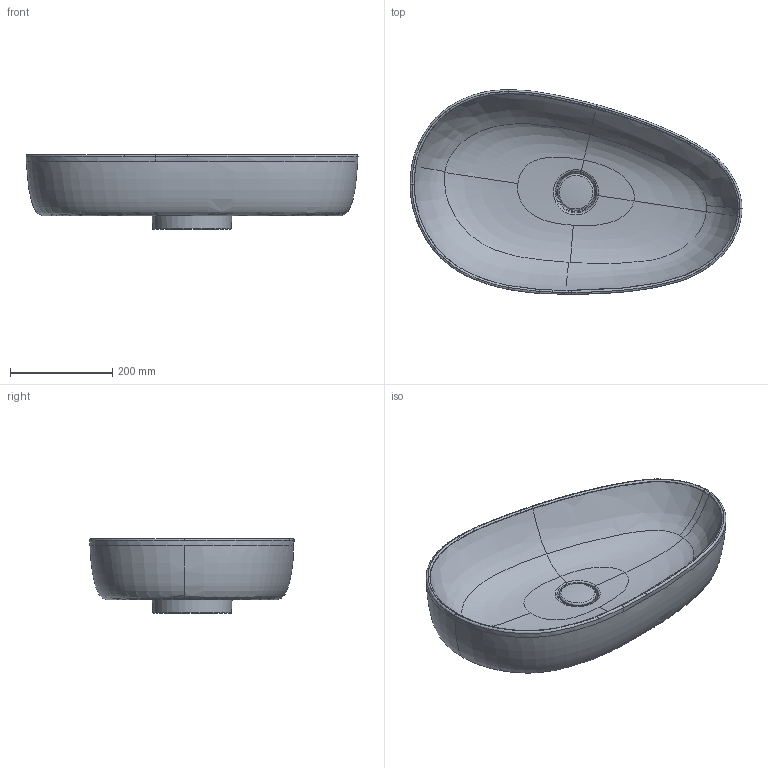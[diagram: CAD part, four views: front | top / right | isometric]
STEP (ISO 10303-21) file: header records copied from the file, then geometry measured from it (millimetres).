
FILE_DESCRIPTION(/* description */ (''),/* implementation_level */ '2;1');
FILE_NAME(/* name */ 'E00031703_000_3-01_MASM_W4A7465_Antao_AWT_65_RP.stp',/* time_stamp */ '2023-07-18T10:10:58+02:00',/* author */ (''),/* organization */ (''),/* preprocessor_version */ 'ST-DEVELOPER v18.1',/* originating_system */ 'SIEMENS PLM Software NX 1973',/* authorisation */ '');
FILE_SCHEMA (('AUTOMOTIVE_DESIGN { 1 0 10303 214 3 1 1 1 }'));
Length unit declared in the file: millimetre
Products named in the file (1): colo0EF80D04zec6
Bounding box: 649.81 x 400.49 x 146.41 mm (x, y, z)
Volume: 9198517.1 mm3; surface area: 661782.1 mm2
Topology: 1 solids, 2 shells, 84 faces, 1784 edges, 3268 vertices
Faces by surface type: bspline 62, revolution 7, plane 6, torus 5, cone 4
Entity records: 29070 total; most frequent: CARTESIAN_POINT 14993, DIRECTION 1718, STYLED_ITEM 1559, PRESENTATION_STYLE_ASSIGNMENT 1559, CURVE_STYLE 1558, DRAUGHTING_PRE_DEFINED_CURVE_FONT 1558, TRIMMED_CURVE 1558, LINE 1545
